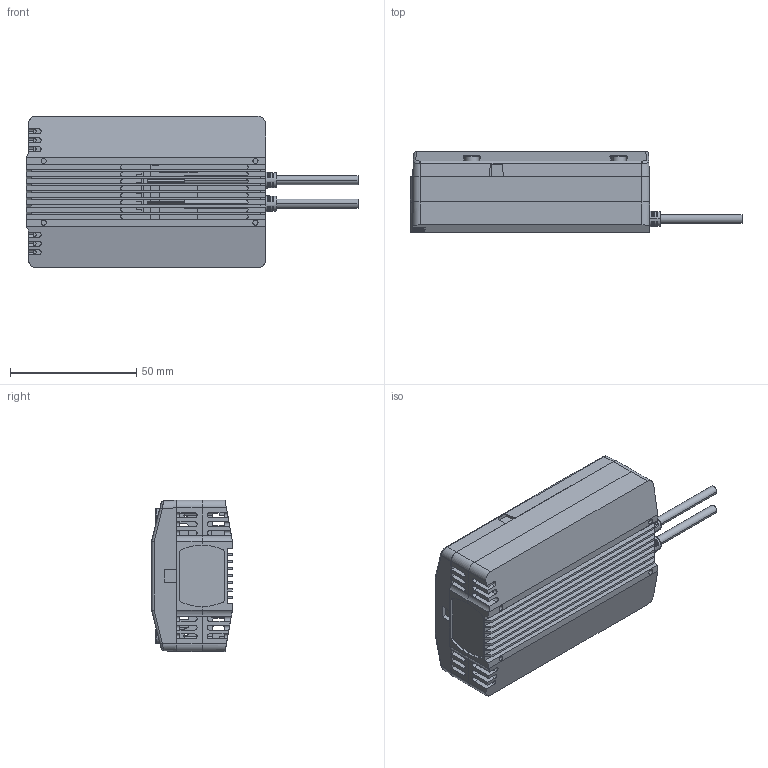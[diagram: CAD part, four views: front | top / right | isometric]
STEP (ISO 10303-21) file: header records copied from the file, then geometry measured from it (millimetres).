
FILE_DESCRIPTION (( 'STEP AP203' ), '1' );
FILE_NAME ('陔眈儂耀輸軞蚾.STEP', '2016-03-06T05:37:23', ( 'dji-n505' ), ( '' ), 'SwSTEP 2.0', 'SolidWorks 2013', '' );
FILE_SCHEMA (( 'CONFIG_CONTROL_DESIGN' ));
Length unit declared in the file: millimetre
Products named in the file (1): 陔眈儂耀輸軞蚾
Bounding box: 131.68 x 32 x 60.1 mm (x, y, z)
Volume: 50434.1 mm3; surface area: 64709.4 mm2
Topology: 17 solids, 17 shells, 2061 faces, 5781 edges, 3779 vertices
Faces by surface type: plane 1312, cylinder 488, bspline 184, cone 55, sphere 12, torus 10
Entity records: 69354 total; most frequent: CARTESIAN_POINT 16693, ORIENTED_EDGE 11518, DIRECTION 10067, EDGE_CURVE 5759, VECTOR 4127, LINE 4127, VERTEX_POINT 3779, AXIS2_PLACEMENT_3D 2970
